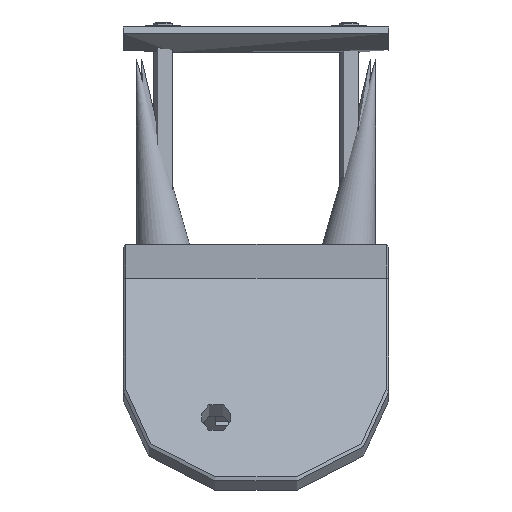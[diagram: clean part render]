
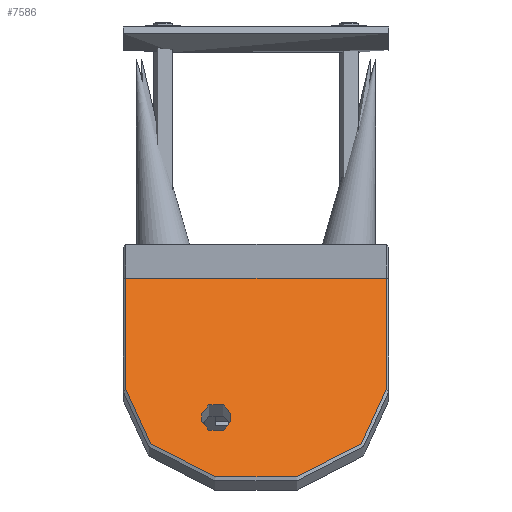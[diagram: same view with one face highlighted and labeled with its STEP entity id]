
A CAD part, left-side view. The second image highlights one B-rep face of the part: STEP entity #7586.
In plain terms, the highlighted face is planar.
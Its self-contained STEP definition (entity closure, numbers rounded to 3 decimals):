
#197 = EDGE_LOOP ( 'NONE', ( #13662, #31198, #2729, #28923 ) ) ;
#267 = CARTESIAN_POINT ( 'NONE',  ( 1.071, 50., -76.071 ) ) ;
#624 = DIRECTION ( 'NONE',  ( 0., 0., -1. ) ) ;
#1136 = CARTESIAN_POINT ( 'NONE',  ( 1.071, 59.5, -89.071 ) ) ;
#2566 = EDGE_CURVE ( 'NONE', #27991, #3221, #12735, .T. ) ;
#2712 = VERTEX_POINT ( 'NONE', #28228 ) ;
#2729 = ORIENTED_EDGE ( 'NONE', *, *, #6685, .F. ) ;
#2866 = VERTEX_POINT ( 'NONE', #14625 ) ;
#2946 = DIRECTION ( 'NONE',  ( 0., 0., 1. ) ) ;
#3221 = VERTEX_POINT ( 'NONE', #30023 ) ;
#3432 = CARTESIAN_POINT ( 'NONE',  ( 1.071, 100., -126.071 ) ) ;
#3979 = EDGE_CURVE ( 'NONE', #30903, #27991, #30944, .T. ) ;
#4367 = DIRECTION ( 'NONE',  ( 0., -1., 0. ) ) ;
#5462 = LINE ( 'NONE', #18362, #17691 ) ;
#5815 = CARTESIAN_POINT ( 'NONE',  ( 1.071, 59.5, -93.071 ) ) ;
#6105 = VECTOR ( 'NONE', #4367, 1000. ) ;
#6330 = DIRECTION ( 'NONE',  ( 0., 0., 1. ) ) ;
#6685 = EDGE_CURVE ( 'NONE', #8880, #14714, #12583, .T. ) ;
#6811 = EDGE_CURVE ( 'NONE', #2866, #13357, #25123, .T. ) ;
#7254 = CARTESIAN_POINT ( 'NONE',  ( 1.071, 99., -16.981 ) ) ;
#7586 = ADVANCED_FACE ( 'NONE', ( #16019, #10265 ), #8310, .F. ) ;
#8130 = VECTOR ( 'NONE', #624, 1000. ) ;
#8212 = DIRECTION ( 'NONE',  ( 1., 0., 0. ) ) ;
#8310 = PLANE ( 'NONE',  #18646 ) ;
#8880 = VERTEX_POINT ( 'NONE', #7254 ) ;
#9310 = CARTESIAN_POINT ( 'NONE',  ( 1.071, 65., -89.071 ) ) ;
#9418 = DIRECTION ( 'NONE',  ( 0., 0., 1. ) ) ;
#9810 = DIRECTION ( 'NONE',  ( 0., 0., -1. ) ) ;
#10265 = FACE_OUTER_BOUND ( 'NONE', #197, .T. ) ;
#10655 = EDGE_CURVE ( 'NONE', #3221, #2712, #17171, .T. ) ;
#11178 = LINE ( 'NONE', #5815, #29076 ) ;
#11595 = ORIENTED_EDGE ( 'NONE', *, *, #27780, .F. ) ;
#11671 = ORIENTED_EDGE ( 'NONE', *, *, #3979, .F. ) ;
#12037 = CARTESIAN_POINT ( 'NONE',  ( 1.071, 99., -126.071 ) ) ;
#12583 = LINE ( 'NONE', #26613, #6105 ) ;
#12735 = LINE ( 'NONE', #19982, #8130 ) ;
#13126 = AXIS2_PLACEMENT_3D ( 'NONE', #267, #14943, #9810 ) ;
#13153 = EDGE_LOOP ( 'NONE', ( #11595, #30239, #19716, #11671 ) ) ;
#13357 = VERTEX_POINT ( 'NONE', #13502 ) ;
#13502 = CARTESIAN_POINT ( 'NONE',  ( 1.071, 1., -76.071 ) ) ;
#13662 = ORIENTED_EDGE ( 'NONE', *, *, #6811, .T. ) ;
#14625 = CARTESIAN_POINT ( 'NONE',  ( 1.071, 99., -76.071 ) ) ;
#14714 = VERTEX_POINT ( 'NONE', #15895 ) ;
#14943 = DIRECTION ( 'NONE',  ( -1., 0., 0. ) ) ;
#15895 = CARTESIAN_POINT ( 'NONE',  ( 1.071, 1., -16.981 ) ) ;
#16019 = FACE_BOUND ( 'NONE', #13153, .T. ) ;
#17171 = CIRCLE ( 'NONE', #28108, 5.5 ) ;
#17691 = VECTOR ( 'NONE', #25467, 1000. ) ;
#18275 = CARTESIAN_POINT ( 'NONE',  ( 1.071, 65., -93.071 ) ) ;
#18362 = CARTESIAN_POINT ( 'NONE',  ( 1.071, 1., -16.981 ) ) ;
#18646 = AXIS2_PLACEMENT_3D ( 'NONE', #3432, #8212, #20578 ) ;
#18697 = EDGE_CURVE ( 'NONE', #13357, #14714, #5462, .T. ) ;
#19716 = ORIENTED_EDGE ( 'NONE', *, *, #2566, .F. ) ;
#19982 = CARTESIAN_POINT ( 'NONE',  ( 1.071, 70.5, -93.071 ) ) ;
#20459 = LINE ( 'NONE', #12037, #23473 ) ;
#20578 = DIRECTION ( 'NONE',  ( 0., 0., -1. ) ) ;
#23130 = DIRECTION ( 'NONE',  ( -1., 0., 0. ) ) ;
#23473 = VECTOR ( 'NONE', #28729, 1000. ) ;
#24540 = EDGE_CURVE ( 'NONE', #8880, #2866, #20459, .T. ) ;
#25123 = CIRCLE ( 'NONE', #13126, 49. ) ;
#25467 = DIRECTION ( 'NONE',  ( 0., 0., 1. ) ) ;
#25581 = CARTESIAN_POINT ( 'NONE',  ( 1.071, 70.5, -89.071 ) ) ;
#26613 = CARTESIAN_POINT ( 'NONE',  ( 1.071, 100., -16.981 ) ) ;
#27780 = EDGE_CURVE ( 'NONE', #2712, #30903, #11178, .T. ) ;
#27991 = VERTEX_POINT ( 'NONE', #25581 ) ;
#28108 = AXIS2_PLACEMENT_3D ( 'NONE', #18275, #23130, #6330 ) ;
#28228 = CARTESIAN_POINT ( 'NONE',  ( 1.071, 59.5, -93.071 ) ) ;
#28729 = DIRECTION ( 'NONE',  ( 0., 0., -1. ) ) ;
#28923 = ORIENTED_EDGE ( 'NONE', *, *, #24540, .T. ) ;
#29076 = VECTOR ( 'NONE', #2946, 1000. ) ;
#30023 = CARTESIAN_POINT ( 'NONE',  ( 1.071, 70.5, -93.071 ) ) ;
#30239 = ORIENTED_EDGE ( 'NONE', *, *, #10655, .F. ) ;
#30903 = VERTEX_POINT ( 'NONE', #1136 ) ;
#30944 = CIRCLE ( 'NONE', #31436, 5.5 ) ;
#31198 = ORIENTED_EDGE ( 'NONE', *, *, #18697, .T. ) ;
#31222 = DIRECTION ( 'NONE',  ( -1., 0., 0. ) ) ;
#31436 = AXIS2_PLACEMENT_3D ( 'NONE', #9310, #31222, #9418 ) ;
